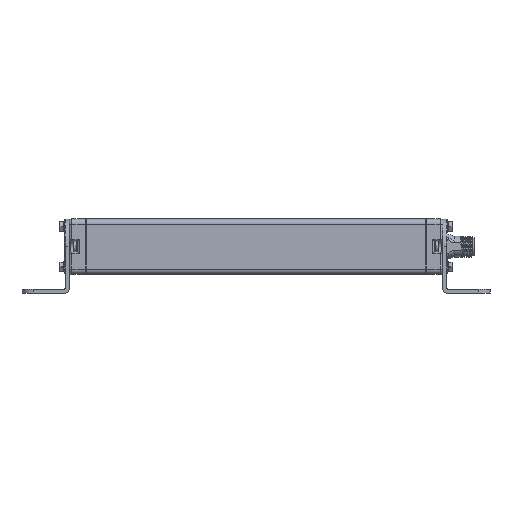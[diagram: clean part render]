
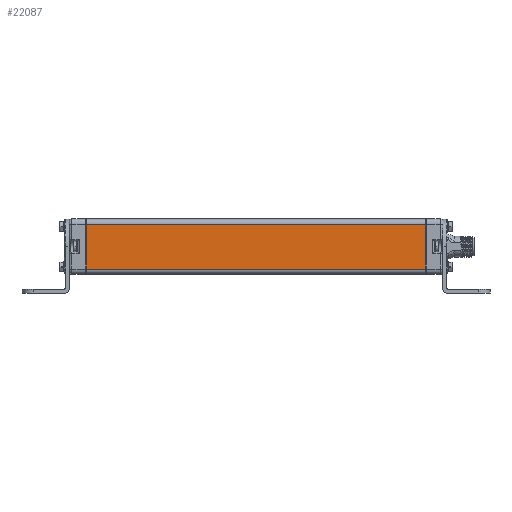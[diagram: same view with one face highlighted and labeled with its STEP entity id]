
A CAD part, left-side view. The second image highlights one B-rep face of the part: STEP entity #22087.
In plain terms, the highlighted planar face has unit normal (-1, 0, 0).
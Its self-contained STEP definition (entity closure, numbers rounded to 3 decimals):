
#1677=DIRECTION('',(0.,0.,-1.));
#1678=VECTOR('',#1677,25.8);
#1679=CARTESIAN_POINT('',(-12.7,0.,28.8));
#1680=LINE('',#1679,#1678);
#1837=DIRECTION('',(0.,0.,-1.));
#1838=VECTOR('',#1837,25.8);
#1839=CARTESIAN_POINT('',(-12.7,-195.,28.8));
#1840=LINE('',#1839,#1838);
#10028=DIRECTION('',(0.,1.,0.));
#10029=VECTOR('',#10028,195.);
#10030=CARTESIAN_POINT('',(-12.7,-195.,28.8));
#10031=LINE('',#10030,#10029);
#10032=DIRECTION('',(0.,1.,0.));
#10033=VECTOR('',#10032,195.);
#10034=CARTESIAN_POINT('',(-12.7,-195.,3.));
#10035=LINE('',#10034,#10033);
#11426=CARTESIAN_POINT('',(-12.7,0.,28.8));
#11428=VERTEX_POINT('',#11426);
#11432=CARTESIAN_POINT('',(-12.7,-195.,28.8));
#11433=VERTEX_POINT('',#11432);
#11435=CARTESIAN_POINT('',(-12.7,0.,3.));
#11437=VERTEX_POINT('',#11435);
#11438=CARTESIAN_POINT('',(-12.7,-195.,3.));
#11439=VERTEX_POINT('',#11438);
#22075=CARTESIAN_POINT('',(-12.7,0.,31.8));
#22076=DIRECTION('',(-1.,0.,0.));
#22077=DIRECTION('',(0.,0.,-1.));
#22078=AXIS2_PLACEMENT_3D('',#22075,#22076,#22077);
#22079=PLANE('',#22078);
#22081=ORIENTED_EDGE('',*,*,#22080,.F.);
#22082=ORIENTED_EDGE('',*,*,#14856,.T.);
#22083=ORIENTED_EDGE('',*,*,#22068,.T.);
#22084=ORIENTED_EDGE('',*,*,#14763,.F.);
#22085=EDGE_LOOP('',(#22081,#22082,#22083,#22084));
#22086=FACE_OUTER_BOUND('',#22085,.F.);
#22087=ADVANCED_FACE('',(#22086),#22079,.T.);
#14763=EDGE_CURVE('',#11428,#11437,#1680,.T.);
#14856=EDGE_CURVE('',#11433,#11439,#1840,.T.);
#22068=EDGE_CURVE('',#11439,#11437,#10035,.T.);
#22080=EDGE_CURVE('',#11433,#11428,#10031,.T.);
